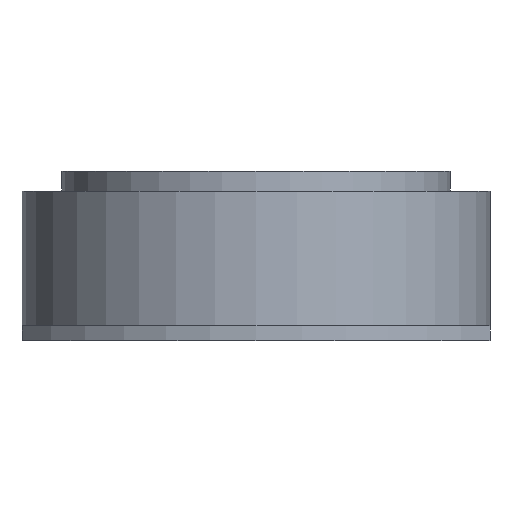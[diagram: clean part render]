
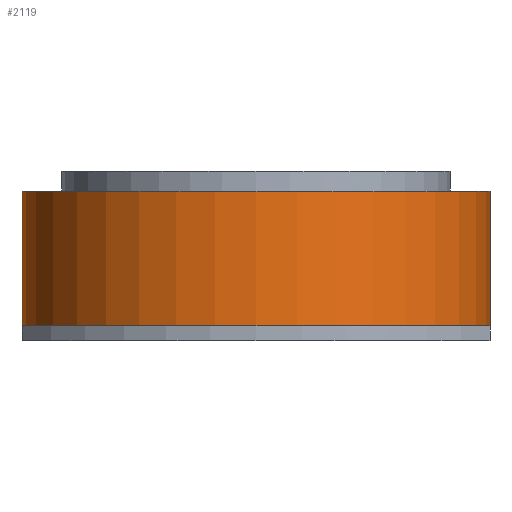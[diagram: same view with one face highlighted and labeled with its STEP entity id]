
A CAD part, left-side view. The second image highlights one B-rep face of the part: STEP entity #2119.
In plain terms, the highlighted cylindrical face has radius 47 mm (diameter 94 mm), a full revolution.
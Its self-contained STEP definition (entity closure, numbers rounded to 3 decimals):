
#408=FACE_OUTER_BOUND('',#624,.T.);
#624=EDGE_LOOP('',(#1895,#1896,#1897,#1898,#1899,#1900));
#706=LINE('',#3839,#784);
#784=VECTOR('',#3232,47.);
#899=CIRCLE('',#2400,47.);
#942=CIRCLE('',#2483,47.);
#951=CIRCLE('',#2498,47.);
#952=CIRCLE('',#2499,47.);
#1093=VERTEX_POINT('',#3634);
#1140=VERTEX_POINT('',#3787);
#1141=VERTEX_POINT('',#3791);
#1150=VERTEX_POINT('',#3822);
#1311=EDGE_CURVE('',#1093,#1093,#899,.T.);
#1380=EDGE_CURVE('',#1141,#1140,#942,.T.);
#1396=EDGE_CURVE('',#1150,#1141,#951,.T.);
#1397=EDGE_CURVE('',#1140,#1150,#952,.T.);
#1404=EDGE_CURVE('',#1093,#1150,#706,.T.);
#1895=ORIENTED_EDGE('',*,*,#1311,.F.);
#1896=ORIENTED_EDGE('',*,*,#1404,.T.);
#1897=ORIENTED_EDGE('',*,*,#1396,.T.);
#1898=ORIENTED_EDGE('',*,*,#1380,.T.);
#1899=ORIENTED_EDGE('',*,*,#1397,.T.);
#1900=ORIENTED_EDGE('',*,*,#1404,.F.);
#1974=CYLINDRICAL_SURFACE('',#2507,47.);
#2119=ADVANCED_FACE('',(#408),#1974,.T.);
#2400=AXIS2_PLACEMENT_3D('',#3635,#2981,#2982);
#2483=AXIS2_PLACEMENT_3D('',#3792,#3173,#3174);
#2498=AXIS2_PLACEMENT_3D('',#3823,#3210,#3211);
#2499=AXIS2_PLACEMENT_3D('',#3824,#3212,#3213);
#2507=AXIS2_PLACEMENT_3D('',#3838,#3230,#3231);
#2981=DIRECTION('center_axis',(0.,0.,1.));
#2982=DIRECTION('ref_axis',(-1.,0.,0.));
#3173=DIRECTION('center_axis',(0.,0.,1.));
#3174=DIRECTION('ref_axis',(-1.,0.,0.));
#3210=DIRECTION('center_axis',(0.,0.,1.));
#3211=DIRECTION('ref_axis',(-1.,0.,0.));
#3212=DIRECTION('center_axis',(0.,0.,1.));
#3213=DIRECTION('ref_axis',(-1.,0.,0.));
#3230=DIRECTION('center_axis',(0.,0.,1.));
#3231=DIRECTION('ref_axis',(-1.,0.,0.));
#3232=DIRECTION('',(0.,0.,-1.));
#3634=CARTESIAN_POINT('',(47.,0.,47.));
#3635=CARTESIAN_POINT('Origin',(0.,0.,47.));
#3787=CARTESIAN_POINT('',(0.,-47.,20.));
#3791=CARTESIAN_POINT('',(0.,47.,20.));
#3792=CARTESIAN_POINT('Origin',(0.,0.,20.));
#3822=CARTESIAN_POINT('',(47.,0.,20.));
#3823=CARTESIAN_POINT('Origin',(0.,0.,20.));
#3824=CARTESIAN_POINT('Origin',(0.,0.,20.));
#3838=CARTESIAN_POINT('Origin',(0.,0.,33.));
#3839=CARTESIAN_POINT('',(47.,0.,33.));
